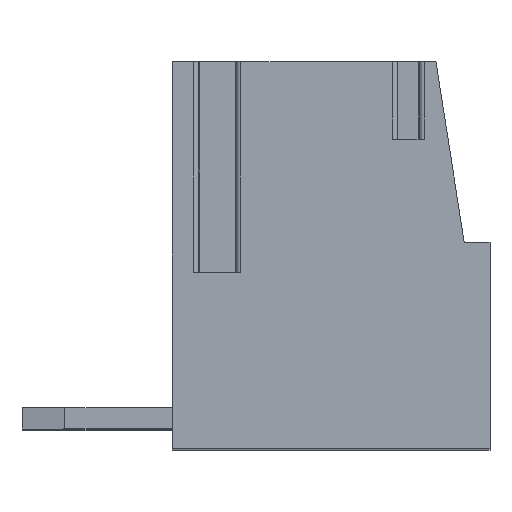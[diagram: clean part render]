
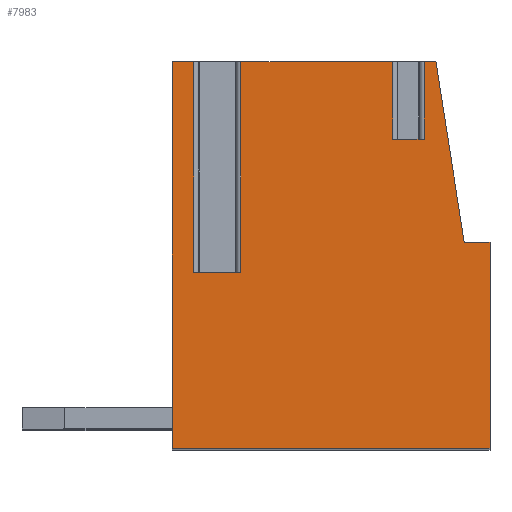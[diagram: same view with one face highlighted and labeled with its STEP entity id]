
A CAD part, top view. The second image highlights one B-rep face of the part: STEP entity #7983.
In plain terms, the highlighted planar face has unit normal (0, 0, 1).
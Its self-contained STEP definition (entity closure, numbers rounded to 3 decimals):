
#2549=DIRECTION('',(0.,1.,0.));
#2550=VECTOR('',#2549,1.8);
#2551=CARTESIAN_POINT('',(1.436,2.4,1.905));
#2552=LINE('',#2551,#2550);
#2553=DIRECTION('',(0.,1.,0.));
#2554=VECTOR('',#2553,1.8);
#2555=CARTESIAN_POINT('',(2.164,2.4,1.905));
#2556=LINE('',#2555,#2554);
#2557=DIRECTION('',(-1.,0.,0.));
#2558=VECTOR('',#2557,0.276);
#2559=CARTESIAN_POINT('',(2.44,4.2,1.905));
#2560=LINE('',#2559,#2558);
#2561=DIRECTION('',(-0.155,0.988,0.));
#2562=VECTOR('',#2561,4.252);
#2563=CARTESIAN_POINT('',(3.1,0.,1.905));
#2564=LINE('',#2563,#2562);
#2565=DIRECTION('',(-1.,0.,0.));
#2566=VECTOR('',#2565,0.6);
#2567=CARTESIAN_POINT('',(3.7,0.,1.905));
#2568=LINE('',#2567,#2566);
#2569=DIRECTION('',(0.,1.,0.));
#2570=VECTOR('',#2569,4.8);
#2571=CARTESIAN_POINT('',(3.7,-4.8,1.905));
#2572=LINE('',#2571,#2570);
#2573=DIRECTION('',(1.,0.,0.));
#2574=VECTOR('',#2573,7.4);
#2575=CARTESIAN_POINT('',(-3.7,-4.8,1.905));
#2576=LINE('',#2575,#2574);
#2577=DIRECTION('',(0.,-1.,0.));
#2578=VECTOR('',#2577,9.);
#2579=CARTESIAN_POINT('',(-3.7,4.2,1.905));
#2580=LINE('',#2579,#2578);
#2581=DIRECTION('',(-1.,0.,0.));
#2582=VECTOR('',#2581,0.504);
#2583=CARTESIAN_POINT('',(-3.196,4.2,1.905));
#2584=LINE('',#2583,#2582);
#2585=DIRECTION('',(0.,1.,0.));
#2586=VECTOR('',#2585,4.9);
#2587=CARTESIAN_POINT('',(-3.196,-0.7,1.905));
#2588=LINE('',#2587,#2586);
#2589=DIRECTION('',(-1.,0.,0.));
#2590=VECTOR('',#2589,1.093);
#2591=CARTESIAN_POINT('',(-2.104,-0.7,1.905));
#2592=LINE('',#2591,#2590);
#2593=DIRECTION('',(0.,1.,0.));
#2594=VECTOR('',#2593,4.9);
#2595=CARTESIAN_POINT('',(-2.104,-0.7,1.905));
#2596=LINE('',#2595,#2594);
#2597=DIRECTION('',(-1.,0.,0.));
#2598=VECTOR('',#2597,3.54);
#2599=CARTESIAN_POINT('',(1.436,4.2,1.905));
#2600=LINE('',#2599,#2598);
#2610=DIRECTION('',(1.,0.,0.));
#2611=VECTOR('',#2610,0.728);
#2612=CARTESIAN_POINT('',(1.436,2.4,1.905));
#2613=LINE('',#2612,#2611);
#3409=CARTESIAN_POINT('',(3.7,0.,1.905));
#3410=CARTESIAN_POINT('',(3.1,0.,1.905));
#3411=VERTEX_POINT('',#3409);
#3412=VERTEX_POINT('',#3410);
#3413=CARTESIAN_POINT('',(2.44,4.2,1.905));
#3414=VERTEX_POINT('',#3413);
#3415=CARTESIAN_POINT('',(-3.7,4.2,1.905));
#3416=CARTESIAN_POINT('',(-3.7,-4.8,1.905));
#3417=VERTEX_POINT('',#3415);
#3418=VERTEX_POINT('',#3416);
#3419=CARTESIAN_POINT('',(3.7,-4.8,1.905));
#3420=VERTEX_POINT('',#3419);
#3453=CARTESIAN_POINT('',(-2.104,-0.7,1.905));
#3454=CARTESIAN_POINT('',(-3.196,-0.7,1.905));
#3455=VERTEX_POINT('',#3453);
#3456=VERTEX_POINT('',#3454);
#3457=CARTESIAN_POINT('',(-3.196,4.2,1.905));
#3458=VERTEX_POINT('',#3457);
#3459=CARTESIAN_POINT('',(-2.104,4.2,1.905));
#3460=VERTEX_POINT('',#3459);
#3465=CARTESIAN_POINT('',(1.436,4.2,1.905));
#3466=VERTEX_POINT('',#3465);
#3468=CARTESIAN_POINT('',(2.164,4.2,1.905));
#3470=VERTEX_POINT('',#3468);
#3533=CARTESIAN_POINT('',(1.436,2.4,1.905));
#3534=VERTEX_POINT('',#3533);
#3536=CARTESIAN_POINT('',(2.164,2.4,1.905));
#3538=VERTEX_POINT('',#3536);
#7952=CARTESIAN_POINT('',(0.,0.,1.905));
#7953=DIRECTION('',(0.,0.,1.));
#7954=DIRECTION('',(1.,0.,0.));
#7955=AXIS2_PLACEMENT_3D('',#7952,#7953,#7954);
#7956=PLANE('',#7955);
#7958=ORIENTED_EDGE('',*,*,#7957,.F.);
#7960=ORIENTED_EDGE('',*,*,#7959,.T.);
#7962=ORIENTED_EDGE('',*,*,#7961,.T.);
#7963=ORIENTED_EDGE('',*,*,#4526,.F.);
#7965=ORIENTED_EDGE('',*,*,#7964,.F.);
#7967=ORIENTED_EDGE('',*,*,#7966,.F.);
#7969=ORIENTED_EDGE('',*,*,#7968,.F.);
#7971=ORIENTED_EDGE('',*,*,#7970,.F.);
#7972=ORIENTED_EDGE('',*,*,#6882,.F.);
#7973=ORIENTED_EDGE('',*,*,#4550,.F.);
#7975=ORIENTED_EDGE('',*,*,#7974,.F.);
#7977=ORIENTED_EDGE('',*,*,#7976,.F.);
#7979=ORIENTED_EDGE('',*,*,#7978,.T.);
#7980=ORIENTED_EDGE('',*,*,#4538,.F.);
#7981=EDGE_LOOP('',(#7958,#7960,#7962,#7963,#7965,#7967,#7969,#7971,#7972,#7973,
#7975,#7977,#7979,#7980));
#7982=FACE_OUTER_BOUND('',#7981,.F.);
#4526=EDGE_CURVE('',#3414,#3470,#2560,.T.);
#4538=EDGE_CURVE('',#3466,#3460,#2600,.T.);
#4550=EDGE_CURVE('',#3458,#3417,#2584,.T.);
#6882=EDGE_CURVE('',#3417,#3418,#2580,.T.);
#7957=EDGE_CURVE('',#3534,#3466,#2552,.T.);
#7959=EDGE_CURVE('',#3534,#3538,#2613,.T.);
#7961=EDGE_CURVE('',#3538,#3470,#2556,.T.);
#7964=EDGE_CURVE('',#3412,#3414,#2564,.T.);
#7966=EDGE_CURVE('',#3411,#3412,#2568,.T.);
#7968=EDGE_CURVE('',#3420,#3411,#2572,.T.);
#7970=EDGE_CURVE('',#3418,#3420,#2576,.T.);
#7974=EDGE_CURVE('',#3456,#3458,#2588,.T.);
#7976=EDGE_CURVE('',#3455,#3456,#2592,.T.);
#7978=EDGE_CURVE('',#3455,#3460,#2596,.T.);
#7983=ADVANCED_FACE('',(#7982),#7956,.T.);
